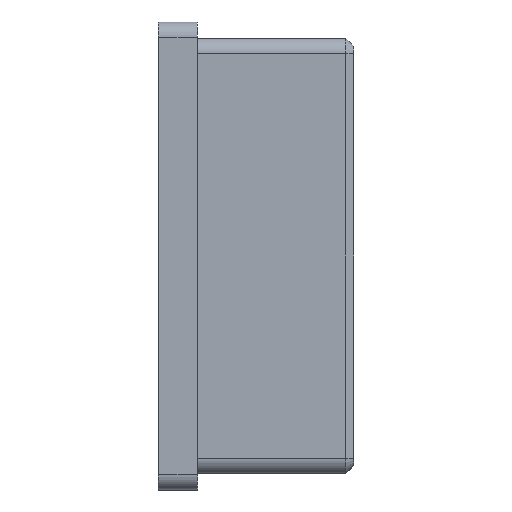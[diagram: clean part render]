
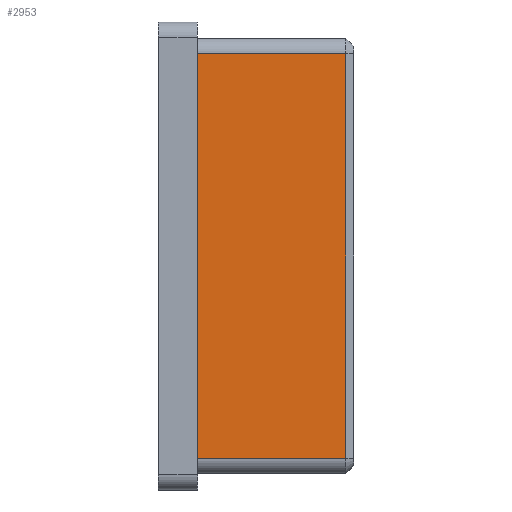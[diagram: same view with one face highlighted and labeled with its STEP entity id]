
A CAD part, left-side view. The second image highlights one B-rep face of the part: STEP entity #2953.
In plain terms, the highlighted planar face has unit normal (-1, 0, 0).
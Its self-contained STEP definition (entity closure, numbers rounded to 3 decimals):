
#508 = DIRECTION ( 'NONE',  ( 0., -1., 0. ) ) ;
#1094 = CARTESIAN_POINT ( 'NONE',  ( -27.9, -19., -25.9 ) ) ;
#1157 = VERTEX_POINT ( 'NONE', #4730 ) ;
#1864 = EDGE_CURVE ( 'NONE', #1157, #15379, #11920, .T. ) ;
#1952 = CARTESIAN_POINT ( 'NONE',  ( -27.9, 0., 27.9 ) ) ;
#1964 = VECTOR ( 'NONE', #508, 1000. ) ;
#2357 = EDGE_CURVE ( 'NONE', #15379, #12040, #6971, .T. ) ;
#2890 = VECTOR ( 'NONE', #5728, 1000. ) ;
#2953 = ADVANCED_FACE ( 'NONE', ( #4923 ), #12502, .F. ) ;
#3106 = CARTESIAN_POINT ( 'NONE',  ( -27.9, -19., 25.9 ) ) ;
#3195 = AXIS2_PLACEMENT_3D ( 'NONE', #8941, #13619, #14768 ) ;
#4225 = LINE ( 'NONE', #1952, #11739 ) ;
#4274 = DIRECTION ( 'NONE',  ( 0., 0., -1. ) ) ;
#4730 = CARTESIAN_POINT ( 'NONE',  ( -27.9, 0., -25.9 ) ) ;
#4923 = FACE_OUTER_BOUND ( 'NONE', #5907, .T. ) ;
#5526 = CARTESIAN_POINT ( 'NONE',  ( -27.9, -19., 25.9 ) ) ;
#5622 = DIRECTION ( 'NONE',  ( 0., 1., 0. ) ) ;
#5728 = DIRECTION ( 'NONE',  ( 0., 0., 1. ) ) ;
#5907 = EDGE_LOOP ( 'NONE', ( #10948, #12827, #12058, #13946 ) ) ;
#6971 = LINE ( 'NONE', #3106, #2890 ) ;
#7007 = LINE ( 'NONE', #10453, #13091 ) ;
#8941 = CARTESIAN_POINT ( 'NONE',  ( -27.9, -20., 27.9 ) ) ;
#10453 = CARTESIAN_POINT ( 'NONE',  ( -27.9, -20., 25.9 ) ) ;
#10948 = ORIENTED_EDGE ( 'NONE', *, *, #1864, .T. ) ;
#11508 = EDGE_CURVE ( 'NONE', #12040, #12774, #7007, .T. ) ;
#11739 = VECTOR ( 'NONE', #4274, 1000. ) ;
#11920 = LINE ( 'NONE', #12362, #1964 ) ;
#12040 = VERTEX_POINT ( 'NONE', #5526 ) ;
#12058 = ORIENTED_EDGE ( 'NONE', *, *, #11508, .T. ) ;
#12362 = CARTESIAN_POINT ( 'NONE',  ( -27.9, -20., -25.9 ) ) ;
#12502 = PLANE ( 'NONE',  #3195 ) ;
#12774 = VERTEX_POINT ( 'NONE', #13712 ) ;
#12827 = ORIENTED_EDGE ( 'NONE', *, *, #2357, .T. ) ;
#13091 = VECTOR ( 'NONE', #5622, 1000. ) ;
#13619 = DIRECTION ( 'NONE',  ( 1., 0., 0. ) ) ;
#13712 = CARTESIAN_POINT ( 'NONE',  ( -27.9, 0., 25.9 ) ) ;
#13946 = ORIENTED_EDGE ( 'NONE', *, *, #15264, .T. ) ;
#14768 = DIRECTION ( 'NONE',  ( 0., 0., -1. ) ) ;
#15264 = EDGE_CURVE ( 'NONE', #12774, #1157, #4225, .T. ) ;
#15379 = VERTEX_POINT ( 'NONE', #1094 ) ;
